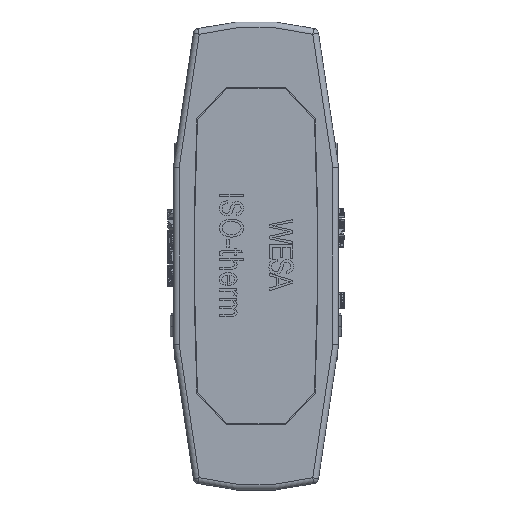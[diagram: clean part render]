
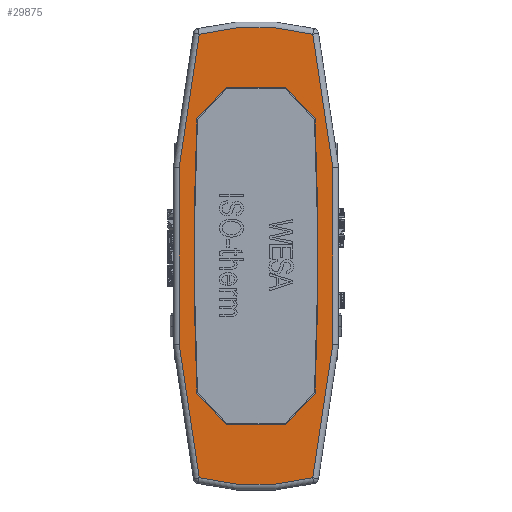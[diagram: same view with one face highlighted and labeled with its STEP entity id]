
A CAD part, left-side view. The second image highlights one B-rep face of the part: STEP entity #29875.
In plain terms, the highlighted face is planar.
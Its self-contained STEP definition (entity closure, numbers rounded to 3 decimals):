
#1795=CIRCLE('',#39254,38.75);
#1797=CIRCLE('',#39257,38.75);
#1798=CIRCLE('',#39258,538.206);
#1799=CIRCLE('',#39259,538.206);
#5138=ORIENTED_EDGE('',*,*,#12885,.F.);
#5139=ORIENTED_EDGE('',*,*,#12886,.F.);
#5140=ORIENTED_EDGE('',*,*,#12887,.T.);
#5141=ORIENTED_EDGE('',*,*,#12888,.T.);
#5142=ORIENTED_EDGE('',*,*,#12814,.T.);
#5143=ORIENTED_EDGE('',*,*,#12889,.T.);
#5144=ORIENTED_EDGE('',*,*,#12883,.T.);
#5145=ORIENTED_EDGE('',*,*,#12843,.F.);
#5146=ORIENTED_EDGE('',*,*,#12890,.T.);
#5147=ORIENTED_EDGE('',*,*,#12891,.F.);
#5148=ORIENTED_EDGE('',*,*,#12892,.F.);
#5149=ORIENTED_EDGE('',*,*,#12893,.F.);
#5150=ORIENTED_EDGE('',*,*,#12894,.F.);
#5151=ORIENTED_EDGE('',*,*,#12895,.F.);
#5152=ORIENTED_EDGE('',*,*,#12896,.F.);
#5153=ORIENTED_EDGE('',*,*,#12897,.F.);
#12814=EDGE_CURVE('',#16936,#16937,#20333,.T.);
#12843=EDGE_CURVE('',#16958,#16942,#20351,.T.);
#12883=EDGE_CURVE('',#16945,#16942,#1795,.T.);
#12885=EDGE_CURVE('',#16981,#16958,#20383,.T.);
#12886=EDGE_CURVE('',#16982,#16981,#20384,.T.);
#12887=EDGE_CURVE('',#16982,#16983,#1797,.T.);
#12888=EDGE_CURVE('',#16983,#16936,#20385,.T.);
#12889=EDGE_CURVE('',#16937,#16945,#20386,.T.);
#12890=EDGE_CURVE('',#16984,#16985,#1798,.T.);
#12891=EDGE_CURVE('',#16986,#16985,#20387,.T.);
#12892=EDGE_CURVE('',#16987,#16986,#20388,.T.);
#12893=EDGE_CURVE('',#16988,#16987,#20389,.T.);
#12894=EDGE_CURVE('',#16989,#16988,#1799,.T.);
#12895=EDGE_CURVE('',#16990,#16989,#20390,.T.);
#12896=EDGE_CURVE('',#16991,#16990,#20391,.T.);
#12897=EDGE_CURVE('',#16984,#16991,#20392,.T.);
#16936=VERTEX_POINT('',#54905);
#16937=VERTEX_POINT('',#54906);
#16942=VERTEX_POINT('',#54917);
#16945=VERTEX_POINT('',#54924);
#16958=VERTEX_POINT('',#54963);
#16981=VERTEX_POINT('',#55045);
#16982=VERTEX_POINT('',#55047);
#16983=VERTEX_POINT('',#55049);
#16984=VERTEX_POINT('',#55053);
#16985=VERTEX_POINT('',#55054);
#16986=VERTEX_POINT('',#55056);
#16987=VERTEX_POINT('',#55058);
#16988=VERTEX_POINT('',#55060);
#16989=VERTEX_POINT('',#55062);
#16990=VERTEX_POINT('',#55064);
#16991=VERTEX_POINT('',#55066);
#20333=LINE('',#54904,#22905);
#20351=LINE('',#54962,#22923);
#20383=LINE('',#55044,#22955);
#20384=LINE('',#55046,#22956);
#20385=LINE('',#55050,#22957);
#20386=LINE('',#55051,#22958);
#20387=LINE('',#55055,#22959);
#20388=LINE('',#55057,#22960);
#20389=LINE('',#55059,#22961);
#20390=LINE('',#55063,#22962);
#20391=LINE('',#55065,#22963);
#20392=LINE('',#55067,#22964);
#22905=VECTOR('',#44685,1000.);
#22923=VECTOR('',#44739,1000.);
#22955=VECTOR('',#44825,1000.);
#22956=VECTOR('',#44826,1000.);
#22957=VECTOR('',#44829,1000.);
#22958=VECTOR('',#44830,1000.);
#22959=VECTOR('',#44833,1000.);
#22960=VECTOR('',#44834,1000.);
#22961=VECTOR('',#44835,1000.);
#22962=VECTOR('',#44838,1000.);
#22963=VECTOR('',#44839,1000.);
#22964=VECTOR('',#44840,1000.);
#24762=EDGE_LOOP('',(#5138,#5139,#5140,#5141,#5142,#5143,#5144,#5145));
#24763=EDGE_LOOP('',(#5146,#5147,#5148,#5149,#5150,#5151,#5152,#5153));
#26598=FACE_BOUND('',#24762,.T.);
#26599=FACE_BOUND('',#24763,.T.);
#28362=PLANE('',#39256);
#29875=ADVANCED_FACE('',(#26598,#26599),#28362,.T.);
#39254=AXIS2_PLACEMENT_3D('',#55041,#44819,#44820);
#39256=AXIS2_PLACEMENT_3D('',#55043,#44823,#44824);
#39257=AXIS2_PLACEMENT_3D('',#55048,#44827,#44828);
#39258=AXIS2_PLACEMENT_3D('',#55052,#44831,#44832);
#39259=AXIS2_PLACEMENT_3D('',#55061,#44836,#44837);
#44685=DIRECTION('',(1.,0.,0.));
#44739=DIRECTION('',(0.989,-0.148,0.));
#44819=DIRECTION('',(0.,0.,1.));
#44820=DIRECTION('',(1.,0.,0.));
#44823=DIRECTION('',(0.,0.,1.));
#44824=DIRECTION('',(1.,0.,0.));
#44825=DIRECTION('',(1.,0.,0.));
#44826=DIRECTION('',(0.989,0.148,0.));
#44827=DIRECTION('',(0.,0.,1.));
#44828=DIRECTION('',(1.,0.,0.));
#44829=DIRECTION('',(0.989,-0.148,0.));
#44830=DIRECTION('',(0.989,0.148,0.));
#44831=DIRECTION('',(0.,0.,-1.));
#44832=DIRECTION('',(1.,0.,0.));
#44833=DIRECTION('',(0.728,-0.686,0.));
#44834=DIRECTION('',(0.,-1.,0.));
#44835=DIRECTION('',(-0.728,-0.686,0.));
#44836=DIRECTION('',(0.,0.,1.));
#44837=DIRECTION('',(1.,0.,0.));
#44838=DIRECTION('',(-0.728,0.686,0.));
#44839=DIRECTION('',(0.,1.,0.));
#44840=DIRECTION('',(0.728,0.686,0.));
#54904=CARTESIAN_POINT('',(-15.,-13.,48.));
#54905=CARTESIAN_POINT('',(-14.925,-13.,48.));
#54906=CARTESIAN_POINT('',(14.925,-13.,48.));
#54917=CARTESIAN_POINT('',(37.54,9.609,48.));
#54924=CARTESIAN_POINT('',(37.54,-9.609,48.));
#54962=CARTESIAN_POINT('',(4.164,14.614,48.));
#54963=CARTESIAN_POINT('',(14.925,13.,48.));
#55041=CARTESIAN_POINT('',(0.,0.,48.));
#55043=CARTESIAN_POINT('',(4.164,7.588,48.));
#55044=CARTESIAN_POINT('',(4.164,13.,48.));
#55045=CARTESIAN_POINT('',(-14.925,13.,48.));
#55046=CARTESIAN_POINT('',(4.164,15.863,48.));
#55047=CARTESIAN_POINT('',(-37.54,9.609,48.));
#55048=CARTESIAN_POINT('',(0.,0.,48.));
#55049=CARTESIAN_POINT('',(-37.54,-9.609,48.));
#55050=CARTESIAN_POINT('',(4.164,-15.863,48.));
#55051=CARTESIAN_POINT('',(4.164,-14.614,48.));
#55052=CARTESIAN_POINT('',(0.,527.706,48.));
#55053=CARTESIAN_POINT('',(23.194,-10.,48.));
#55054=CARTESIAN_POINT('',(-23.194,-10.,48.));
#55055=CARTESIAN_POINT('',(0.,-31.856,48.));
#55056=CARTESIAN_POINT('',(-28.5,-5.,48.));
#55057=CARTESIAN_POINT('',(-28.5,0.,48.));
#55058=CARTESIAN_POINT('',(-28.5,5.,48.));
#55059=CARTESIAN_POINT('',(0.,31.856,48.));
#55060=CARTESIAN_POINT('',(-23.194,10.,48.));
#55061=CARTESIAN_POINT('',(0.,-527.706,48.));
#55062=CARTESIAN_POINT('',(23.194,10.,48.));
#55063=CARTESIAN_POINT('',(0.,31.856,48.));
#55064=CARTESIAN_POINT('',(28.5,5.,48.));
#55065=CARTESIAN_POINT('',(28.5,0.,48.));
#55066=CARTESIAN_POINT('',(28.5,-5.,48.));
#55067=CARTESIAN_POINT('',(0.,-31.856,48.));
